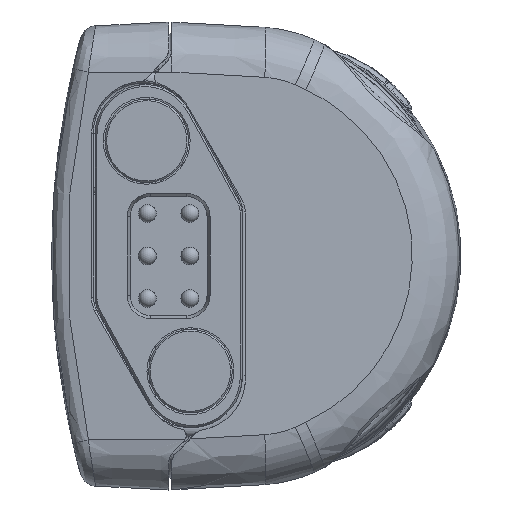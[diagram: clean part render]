
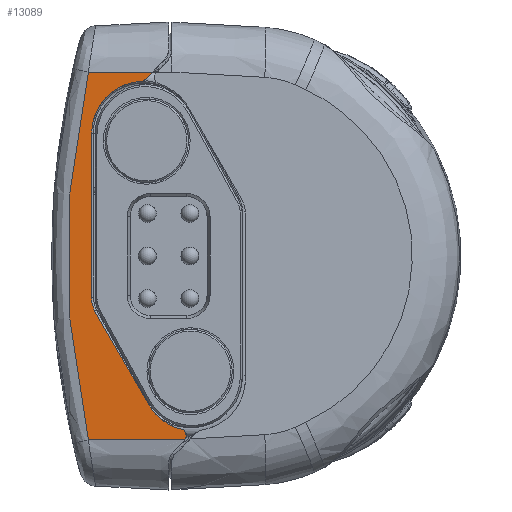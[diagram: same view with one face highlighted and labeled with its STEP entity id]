
A CAD part, left-side view. The second image highlights one B-rep face of the part: STEP entity #13089.
In plain terms, the highlighted planar face has unit normal (-0.999, 0.052, 0).
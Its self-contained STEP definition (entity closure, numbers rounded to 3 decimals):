
#61 = DIRECTION ( 'NONE',  ( -0.052, -0.999, 0. ) ) ;
#276 = EDGE_CURVE ( 'NONE', #54667, #98820, #58840, .T. ) ;
#2111 = EDGE_CURVE ( 'NONE', #24171, #65165, #53577, .T. ) ;
#2175 =( BOUNDED_CURVE ( )  B_SPLINE_CURVE ( 3, ( #101445, #4118, #47868, #66638 ),
 .UNSPECIFIED., .F., .F. ) 
 B_SPLINE_CURVE_WITH_KNOTS ( ( 4, 4 ),
 ( 4.956, 5.759 ),
 .UNSPECIFIED. ) 
 CURVE ( )  GEOMETRIC_REPRESENTATION_ITEM ( )  RATIONAL_B_SPLINE_CURVE ( ( 1., 0.947, 0.947, 1. ) ) 
 REPRESENTATION_ITEM ( '' )  );
#2334 = LINE ( 'NONE', #53377, #94579 ) ;
#2835 = ORIENTED_EDGE ( 'NONE', *, *, #92922, .T. ) ;
#4118 = CARTESIAN_POINT ( 'NONE',  ( 0.004, 0.076, -10.153 ) ) ;
#5201 = EDGE_CURVE ( 'NONE', #18149, #28230, #72149, .T. ) ;
#5407 =( BOUNDED_CURVE ( )  B_SPLINE_CURVE ( 3, ( #100757, #37858, #47176, #27678 ),
 .UNSPECIFIED., .F., .F. ) 
 B_SPLINE_CURVE_WITH_KNOTS ( ( 4, 4 ),
 ( 1.642, 2.373 ),
 .UNSPECIFIED. ) 
 CURVE ( )  GEOMETRIC_REPRESENTATION_ITEM ( )  RATIONAL_B_SPLINE_CURVE ( ( 1., 0.956, 0.956, 1. ) ) 
 REPRESENTATION_ITEM ( '' )  );
#5474 = CARTESIAN_POINT ( 'NONE',  ( 0.237, 4.527, -3.116 ) ) ;
#6446 = ORIENTED_EDGE ( 'NONE', *, *, #276, .T. ) ;
#9411 = EDGE_CURVE ( 'NONE', #28230, #114993, #67091, .T. ) ;
#12406 = CARTESIAN_POINT ( 'NONE',  ( 0.23, 4.385, -3.36 ) ) ;
#13028 = EDGE_CURVE ( 'NONE', #20964, #24171, #105648, .T. ) ;
#13089 = ADVANCED_FACE ( 'NONE', ( #35705 ), #77466, .T. ) ;
#14038 = CARTESIAN_POINT ( 'NONE',  ( 0.241, 4.6, -2.56 ) ) ;
#14437 = EDGE_CURVE ( 'NONE', #32737, #29428, #112425, .T. ) ;
#16412 =( BOUNDED_CURVE ( )  B_SPLINE_CURVE ( 3, ( #93353, #5474, #85539, #14038 ),
 .UNSPECIFIED., .F., .F. ) 
 B_SPLINE_CURVE_WITH_KNOTS ( ( 4, 4 ),
 ( 5.759, 6.283 ),
 .UNSPECIFIED. ) 
 CURVE ( )  GEOMETRIC_REPRESENTATION_ITEM ( )  RATIONAL_B_SPLINE_CURVE ( ( 1., 0.977, 0.977, 1. ) ) 
 REPRESENTATION_ITEM ( '' )  );
#16979 = ORIENTED_EDGE ( 'NONE', *, *, #13028, .T. ) ;
#17120 = VERTEX_POINT ( 'NONE', #111297 ) ;
#17509 = VECTOR ( 'NONE', #93101, 1000. ) ;
#18149 = VERTEX_POINT ( 'NONE', #109398 ) ;
#20964 = VERTEX_POINT ( 'NONE', #89943 ) ;
#21422 = VECTOR ( 'NONE', #41645, 1000. ) ;
#22251 = ORIENTED_EDGE ( 'NONE', *, *, #14437, .T. ) ;
#24171 = VERTEX_POINT ( 'NONE', #52786 ) ;
#27678 = CARTESIAN_POINT ( 'NONE',  ( 0.07, 1.332, 10.623 ) ) ;
#28230 = VERTEX_POINT ( 'NONE', #108102 ) ;
#29428 = VERTEX_POINT ( 'NONE', #12406 ) ;
#30447 = EDGE_LOOP ( 'NONE', ( #107509, #45341, #6446, #80804, #69223, #113994, #2835, #59487, #22251, #82613, #16979 ) ) ;
#32737 = VERTEX_POINT ( 'NONE', #86484 ) ;
#34440 = AXIS2_PLACEMENT_3D ( 'NONE', #42329, #104431, #95433 ) ;
#35705 = FACE_OUTER_BOUND ( 'NONE', #30447, .T. ) ;
#37492 = CARTESIAN_POINT ( 'NONE',  ( 0.241, 4.6, 9.065 ) ) ;
#37858 = CARTESIAN_POINT ( 'NONE',  ( 0.082, 1.572, 10.453 ) ) ;
#41645 = DIRECTION ( 'NONE',  ( 0.026, 0.5, 0.866 ) ) ;
#42329 = CARTESIAN_POINT ( 'NONE',  ( 0., 0., -11. ) ) ;
#45341 = ORIENTED_EDGE ( 'NONE', *, *, #85088, .T. ) ;
#46682 = CARTESIAN_POINT ( 'NONE',  ( 0.602, 11.479, 0.139 ) ) ;
#47176 = CARTESIAN_POINT ( 'NONE',  ( 0.075, 1.436, 10.516 ) ) ;
#47868 = CARTESIAN_POINT ( 'NONE',  ( 0.04, 0.757, -9.64 ) ) ;
#50100 = CARTESIAN_POINT ( 'NONE',  ( 0.09, 1.721, 10.442 ) ) ;
#52786 = CARTESIAN_POINT ( 'NONE',  ( 0.241, 4.6, 7.35 ) ) ;
#53377 = CARTESIAN_POINT ( 'NONE',  ( 0., 0., 11. ) ) ;
#53577 =( BOUNDED_CURVE ( )  B_SPLINE_CURVE ( 3, ( #64026, #37492, #99994, #54656 ),
 .UNSPECIFIED., .F., .T. ) 
 B_SPLINE_CURVE_WITH_KNOTS ( ( 4, 4 ),
 ( 0., 1.5 ),
 .UNSPECIFIED. ) 
 CURVE ( )  GEOMETRIC_REPRESENTATION_ITEM ( )  RATIONAL_B_SPLINE_CURVE ( ( 1., 0.821, 0.821, 1. ) ) 
 REPRESENTATION_ITEM ( '' )  );
#54656 = CARTESIAN_POINT ( 'NONE',  ( 0.09, 1.721, 10.442 ) ) ;
#54667 = VERTEX_POINT ( 'NONE', #104731 ) ;
#56502 = CARTESIAN_POINT ( 'NONE',  ( -0.051, -0.966, -11. ) ) ;
#57367 = CARTESIAN_POINT ( 'NONE',  ( 0.339, 6.476, -3.73 ) ) ;
#58840 = LINE ( 'NONE', #46682, #114853 ) ;
#59487 = ORIENTED_EDGE ( 'NONE', *, *, #70889, .T. ) ;
#64026 = CARTESIAN_POINT ( 'NONE',  ( 0.241, 4.6, 7.35 ) ) ;
#64675 = DIRECTION ( 'NONE',  ( -0.036, -0.695, 0.718 ) ) ;
#65165 = VERTEX_POINT ( 'NONE', #50100 ) ;
#66638 = CARTESIAN_POINT ( 'NONE',  ( 0.062, 1.184, -8.901 ) ) ;
#67091 = LINE ( 'NONE', #106342, #114658 ) ;
#67805 = CARTESIAN_POINT ( 'NONE',  ( -0.039, -0.753, -10.359 ) ) ;
#69223 = ORIENTED_EDGE ( 'NONE', *, *, #5201, .T. ) ;
#70889 = EDGE_CURVE ( 'NONE', #17120, #32737, #2175, .T. ) ;
#70988 = CARTESIAN_POINT ( 'NONE',  ( 0.051, 0.968, 11. ) ) ;
#72149 =( BOUNDED_CURVE ( )  B_SPLINE_CURVE ( 3, ( #76156, #112491, #57367, #103105 ),
 .UNSPECIFIED., .F., .T. ) 
 B_SPLINE_CURVE_WITH_KNOTS ( ( 4, 4 ),
 ( 2.915, 3.368 ),
 .UNSPECIFIED. ) 
 CURVE ( )  GEOMETRIC_REPRESENTATION_ITEM ( )  RATIONAL_B_SPLINE_CURVE ( ( 1., 0.983, 0.983, 1. ) ) 
 REPRESENTATION_ITEM ( '' )  );
#75274 = CARTESIAN_POINT ( 'NONE',  ( -0.061, -1.173, -10.747 ) ) ;
#76037 = CARTESIAN_POINT ( 'NONE',  ( -0.056, -1.07, -10.437 ) ) ;
#76156 = CARTESIAN_POINT ( 'NONE',  ( 0.252, 4.802, 11. ) ) ;
#77466 = PLANE ( 'NONE',  #34440 ) ;
#77549 = CARTESIAN_POINT ( 'NONE',  ( -0.001, -0.021, -10.988 ) ) ;
#78243 = CARTESIAN_POINT ( 'NONE',  ( -0.051, -0.966, -11. ) ) ;
#80804 = ORIENTED_EDGE ( 'NONE', *, *, #85422, .F. ) ;
#82613 = ORIENTED_EDGE ( 'NONE', *, *, #111155, .T. ) ;
#85088 = EDGE_CURVE ( 'NONE', #65165, #54667, #5407, .T. ) ;
#85422 = EDGE_CURVE ( 'NONE', #18149, #98820, #2334, .T. ) ;
#85539 = CARTESIAN_POINT ( 'NONE',  ( 0.241, 4.6, -2.843 ) ) ;
#86484 = CARTESIAN_POINT ( 'NONE',  ( 0.062, 1.184, -8.901 ) ) ;
#89665 = DIRECTION ( 'NONE',  ( -0.052, -0.999, 0. ) ) ;
#89943 = CARTESIAN_POINT ( 'NONE',  ( 0.241, 4.6, -2.56 ) ) ;
#91327 =( BOUNDED_CURVE ( )  B_SPLINE_CURVE ( 3, ( #56502, #75274, #76037, #67805 ),
 .UNSPECIFIED., .F., .F. ) 
 B_SPLINE_CURVE_WITH_KNOTS ( ( 4, 4 ),
 ( 2.456, 4.469 ),
 .UNSPECIFIED. ) 
 CURVE ( )  GEOMETRIC_REPRESENTATION_ITEM ( )  RATIONAL_B_SPLINE_CURVE ( ( 1., 0.69, 0.69, 1. ) ) 
 REPRESENTATION_ITEM ( '' )  );
#92922 = EDGE_CURVE ( 'NONE', #114993, #17120, #91327, .T. ) ;
#93101 = DIRECTION ( 'NONE',  ( 0., 0., 1. ) ) ;
#93353 = CARTESIAN_POINT ( 'NONE',  ( 0.23, 4.385, -3.36 ) ) ;
#93486 = CARTESIAN_POINT ( 'NONE',  ( 0.241, 4.6, -11. ) ) ;
#94579 = VECTOR ( 'NONE', #89665, 1000. ) ;
#95433 = DIRECTION ( 'NONE',  ( -0.052, -0.999, 0. ) ) ;
#98820 = VERTEX_POINT ( 'NONE', #70988 ) ;
#99994 = CARTESIAN_POINT ( 'NONE',  ( 0.18, 3.431, 10.32 ) ) ;
#100757 = CARTESIAN_POINT ( 'NONE',  ( 0.09, 1.721, 10.442 ) ) ;
#101445 = CARTESIAN_POINT ( 'NONE',  ( -0.039, -0.753, -10.359 ) ) ;
#103105 = CARTESIAN_POINT ( 'NONE',  ( 0.252, 4.802, -11. ) ) ;
#104431 = DIRECTION ( 'NONE',  ( -0.999, 0.052, 0. ) ) ;
#104731 = CARTESIAN_POINT ( 'NONE',  ( 0.07, 1.332, 10.623 ) ) ;
#105648 = LINE ( 'NONE', #93486, #17509 ) ;
#106342 = CARTESIAN_POINT ( 'NONE',  ( 0., 0., -11. ) ) ;
#107509 = ORIENTED_EDGE ( 'NONE', *, *, #2111, .T. ) ;
#108102 = CARTESIAN_POINT ( 'NONE',  ( 0.252, 4.802, -11. ) ) ;
#109398 = CARTESIAN_POINT ( 'NONE',  ( 0.252, 4.802, 11. ) ) ;
#111155 = EDGE_CURVE ( 'NONE', #29428, #20964, #16412, .T. ) ;
#111297 = CARTESIAN_POINT ( 'NONE',  ( -0.039, -0.753, -10.359 ) ) ;
#112425 = LINE ( 'NONE', #77549, #21422 ) ;
#112491 = CARTESIAN_POINT ( 'NONE',  ( 0.339, 6.476, 3.73 ) ) ;
#113994 = ORIENTED_EDGE ( 'NONE', *, *, #9411, .T. ) ;
#114658 = VECTOR ( 'NONE', #61, 1000. ) ;
#114853 = VECTOR ( 'NONE', #64675, 1000. ) ;
#114993 = VERTEX_POINT ( 'NONE', #78243 ) ;
